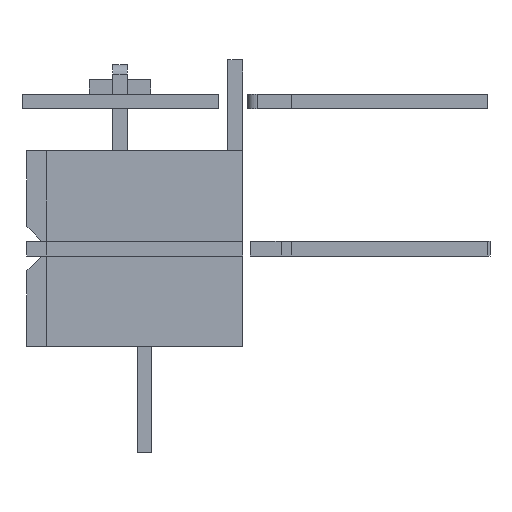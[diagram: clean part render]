
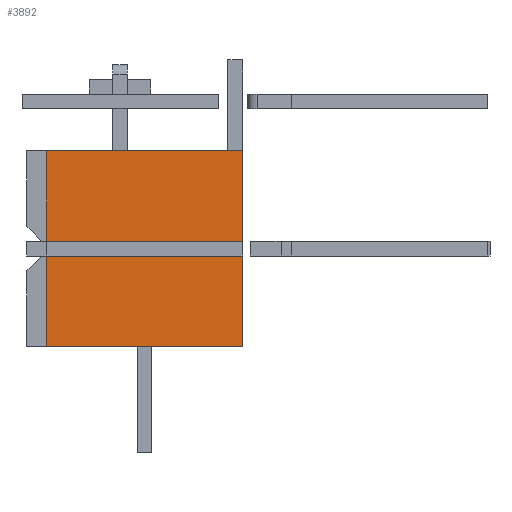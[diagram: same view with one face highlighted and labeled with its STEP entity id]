
A CAD part, left-side view. The second image highlights one B-rep face of the part: STEP entity #3892.
In plain terms, the highlighted face is planar.
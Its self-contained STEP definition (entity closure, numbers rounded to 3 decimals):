
#224=FACE_OUTER_BOUND('',#430,.T.);
#430=EDGE_LOOP('',(#2683,#2684,#2685,#2686,#2687,#2688,#2689,#2690));
#651=LINE('',#5614,#1177);
#655=LINE('',#5622,#1181);
#658=LINE('',#5628,#1184);
#661=LINE('',#5634,#1187);
#664=LINE('',#5640,#1190);
#667=LINE('',#5646,#1193);
#670=LINE('',#5652,#1196);
#673=LINE('',#5657,#1199);
#1177=VECTOR('',#4550,10.);
#1181=VECTOR('',#4556,10.);
#1184=VECTOR('',#4561,10.);
#1187=VECTOR('',#4566,10.);
#1190=VECTOR('',#4571,10.);
#1193=VECTOR('',#4576,10.);
#1196=VECTOR('',#4581,10.);
#1199=VECTOR('',#4586,10.);
#1693=VERTEX_POINT('',#5612);
#1694=VERTEX_POINT('',#5613);
#1697=VERTEX_POINT('',#5621);
#1699=VERTEX_POINT('',#5627);
#1701=VERTEX_POINT('',#5633);
#1703=VERTEX_POINT('',#5639);
#1705=VERTEX_POINT('',#5645);
#1707=VERTEX_POINT('',#5651);
#2067=EDGE_CURVE('',#1693,#1694,#651,.T.);
#2071=EDGE_CURVE('',#1694,#1697,#655,.T.);
#2074=EDGE_CURVE('',#1697,#1699,#658,.T.);
#2077=EDGE_CURVE('',#1701,#1699,#661,.T.);
#2080=EDGE_CURVE('',#1703,#1701,#664,.T.);
#2083=EDGE_CURVE('',#1705,#1703,#667,.T.);
#2086=EDGE_CURVE('',#1707,#1705,#670,.T.);
#2089=EDGE_CURVE('',#1693,#1707,#673,.T.);
#2683=ORIENTED_EDGE('',*,*,#2089,.F.);
#2684=ORIENTED_EDGE('',*,*,#2067,.T.);
#2685=ORIENTED_EDGE('',*,*,#2071,.T.);
#2686=ORIENTED_EDGE('',*,*,#2074,.T.);
#2687=ORIENTED_EDGE('',*,*,#2077,.F.);
#2688=ORIENTED_EDGE('',*,*,#2080,.F.);
#2689=ORIENTED_EDGE('',*,*,#2083,.F.);
#2690=ORIENTED_EDGE('',*,*,#2086,.F.);
#3696=PLANE('',#4246);
#3892=ADVANCED_FACE('',(#224),#3696,.F.);
#4246=AXIS2_PLACEMENT_3D('',#5660,#4590,#4591);
#4550=DIRECTION('',(0.,1.,0.));
#4556=DIRECTION('',(-1.,0.,0.));
#4561=DIRECTION('',(0.,-1.,0.));
#4566=DIRECTION('',(1.,0.,0.));
#4571=DIRECTION('',(0.,-1.,0.));
#4576=DIRECTION('',(-1.,0.,0.));
#4581=DIRECTION('',(0.,1.,0.));
#4586=DIRECTION('',(1.,0.,0.));
#4590=DIRECTION('center_axis',(0.,0.,1.));
#4591=DIRECTION('ref_axis',(1.,0.,0.));
#5612=CARTESIAN_POINT('',(21.5,0.,0.));
#5613=CARTESIAN_POINT('',(21.5,20.,0.));
#5614=CARTESIAN_POINT('',(21.5,0.,0.));
#5621=CARTESIAN_POINT('',(18.5,20.,0.));
#5622=CARTESIAN_POINT('',(21.5,20.,0.));
#5627=CARTESIAN_POINT('',(18.5,0.,0.));
#5628=CARTESIAN_POINT('',(18.5,20.,0.));
#5633=CARTESIAN_POINT('',(0.,0.,0.));
#5634=CARTESIAN_POINT('',(0.,0.,0.));
#5639=CARTESIAN_POINT('',(0.,40.,0.));
#5640=CARTESIAN_POINT('',(0.,40.,0.));
#5645=CARTESIAN_POINT('',(40.,40.,0.));
#5646=CARTESIAN_POINT('',(40.,40.,0.));
#5651=CARTESIAN_POINT('',(40.,0.,0.));
#5652=CARTESIAN_POINT('',(40.,0.,0.));
#5657=CARTESIAN_POINT('',(0.,0.,0.));
#5660=CARTESIAN_POINT('Origin',(20.,20.,0.));
